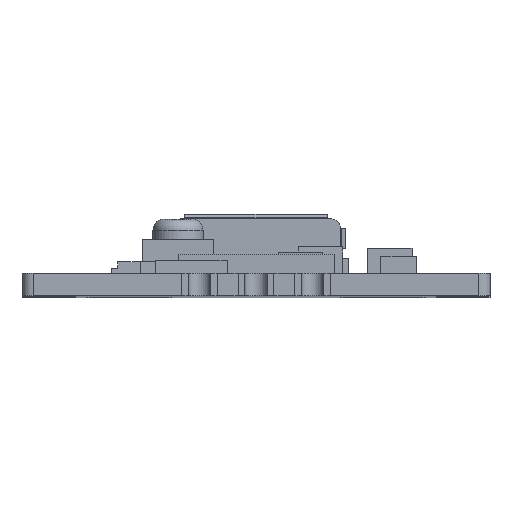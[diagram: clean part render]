
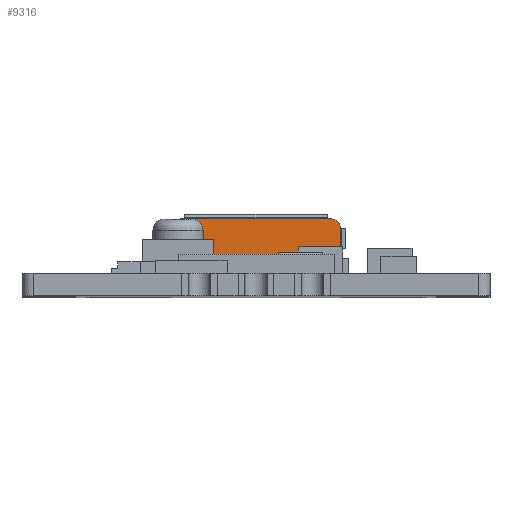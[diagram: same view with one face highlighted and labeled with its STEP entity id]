
A CAD part, top view. The second image highlights one B-rep face of the part: STEP entity #9316.
In plain terms, the highlighted face is planar.
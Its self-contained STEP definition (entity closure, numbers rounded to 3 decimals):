
#528=PLANE('',#10275);
#985=FACE_OUTER_BOUND('',#1565,.T.);
#1565=EDGE_LOOP('',(#8222,#8223,#8224,#8225,#8226,#8227,#8228,#8229,#8230,
#8231,#8232,#8233));
#2372=LINE('',#15349,#3313);
#2373=LINE('',#15353,#3314);
#2374=LINE('',#15357,#3315);
#2375=LINE('',#15361,#3316);
#2376=LINE('',#15365,#3317);
#2377=LINE('',#15368,#3318);
#3313=VECTOR('',#12456,1000.);
#3314=VECTOR('',#12459,1000.);
#3315=VECTOR('',#12462,1000.);
#3316=VECTOR('',#12465,1000.);
#3317=VECTOR('',#12468,1000.);
#3318=VECTOR('',#12471,1000.);
#3907=CIRCLE('',#10276,0.4);
#3908=CIRCLE('',#10277,0.4);
#3909=CIRCLE('',#10278,0.4);
#3910=CIRCLE('',#10279,0.4);
#3911=CIRCLE('',#10280,0.4);
#3912=CIRCLE('',#10281,0.4);
#4645=VERTEX_POINT('',#15345);
#4646=VERTEX_POINT('',#15346);
#4647=VERTEX_POINT('',#15348);
#4648=VERTEX_POINT('',#15350);
#4649=VERTEX_POINT('',#15352);
#4650=VERTEX_POINT('',#15354);
#4651=VERTEX_POINT('',#15356);
#4652=VERTEX_POINT('',#15358);
#4653=VERTEX_POINT('',#15360);
#4654=VERTEX_POINT('',#15362);
#4655=VERTEX_POINT('',#15364);
#4656=VERTEX_POINT('',#15366);
#5876=EDGE_CURVE('',#4645,#4646,#3907,.T.);
#5877=EDGE_CURVE('',#4647,#4645,#2372,.T.);
#5878=EDGE_CURVE('',#4648,#4647,#3908,.T.);
#5879=EDGE_CURVE('',#4649,#4648,#2373,.T.);
#5880=EDGE_CURVE('',#4650,#4649,#3909,.T.);
#5881=EDGE_CURVE('',#4651,#4650,#2374,.T.);
#5882=EDGE_CURVE('',#4652,#4651,#3910,.T.);
#5883=EDGE_CURVE('',#4653,#4652,#2375,.T.);
#5884=EDGE_CURVE('',#4654,#4653,#3911,.T.);
#5885=EDGE_CURVE('',#4655,#4654,#2376,.T.);
#5886=EDGE_CURVE('',#4656,#4655,#3912,.T.);
#5887=EDGE_CURVE('',#4646,#4656,#2377,.T.);
#8222=ORIENTED_EDGE('',*,*,#5876,.F.);
#8223=ORIENTED_EDGE('',*,*,#5877,.F.);
#8224=ORIENTED_EDGE('',*,*,#5878,.F.);
#8225=ORIENTED_EDGE('',*,*,#5879,.F.);
#8226=ORIENTED_EDGE('',*,*,#5880,.F.);
#8227=ORIENTED_EDGE('',*,*,#5881,.F.);
#8228=ORIENTED_EDGE('',*,*,#5882,.F.);
#8229=ORIENTED_EDGE('',*,*,#5883,.F.);
#8230=ORIENTED_EDGE('',*,*,#5884,.F.);
#8231=ORIENTED_EDGE('',*,*,#5885,.F.);
#8232=ORIENTED_EDGE('',*,*,#5886,.F.);
#8233=ORIENTED_EDGE('',*,*,#5887,.F.);
#9316=ADVANCED_FACE('',(#985),#528,.F.);
#10275=AXIS2_PLACEMENT_3D('',#15344,#12452,#12453);
#10276=AXIS2_PLACEMENT_3D('',#15347,#12454,#12455);
#10277=AXIS2_PLACEMENT_3D('',#15351,#12457,#12458);
#10278=AXIS2_PLACEMENT_3D('',#15355,#12460,#12461);
#10279=AXIS2_PLACEMENT_3D('',#15359,#12463,#12464);
#10280=AXIS2_PLACEMENT_3D('',#15363,#12466,#12467);
#10281=AXIS2_PLACEMENT_3D('',#15367,#12469,#12470);
#12452=DIRECTION('center_axis',(0.,0.,1.));
#12453=DIRECTION('ref_axis',(1.,0.,0.));
#12454=DIRECTION('center_axis',(0.,0.,1.));
#12455=DIRECTION('ref_axis',(1.,0.,0.));
#12456=DIRECTION('',(0.665,-0.747,0.));
#12457=DIRECTION('center_axis',(0.,0.,1.));
#12458=DIRECTION('ref_axis',(1.,0.,0.));
#12459=DIRECTION('',(0.,-1.,0.));
#12460=DIRECTION('center_axis',(0.,0.,1.));
#12461=DIRECTION('ref_axis',(-1.,0.,0.));
#12462=DIRECTION('',(-1.,0.,0.));
#12463=DIRECTION('center_axis',(0.,0.,1.));
#12464=DIRECTION('ref_axis',(1.,0.,0.));
#12465=DIRECTION('',(0.,1.,0.));
#12466=DIRECTION('center_axis',(0.,0.,1.));
#12467=DIRECTION('ref_axis',(-1.,0.,0.));
#12468=DIRECTION('',(0.665,0.747,0.));
#12469=DIRECTION('center_axis',(0.,0.,1.));
#12470=DIRECTION('ref_axis',(-1.,0.,0.));
#12471=DIRECTION('',(1.,0.,0.));
#15344=CARTESIAN_POINT('Origin',(-2.596,-0.86,-2.5));
#15345=CARTESIAN_POINT('',(-2.894,-1.126,-2.5));
#15346=CARTESIAN_POINT('',(-2.596,-1.26,-2.5));
#15347=CARTESIAN_POINT('Origin',(-2.596,-0.86,-2.5));
#15348=CARTESIAN_POINT('',(-3.689,-0.234,-2.5));
#15349=CARTESIAN_POINT('',(-3.689,-0.234,-2.5));
#15350=CARTESIAN_POINT('',(-3.79,0.032,-2.5));
#15351=CARTESIAN_POINT('Origin',(-3.39,0.032,-2.5));
#15352=CARTESIAN_POINT('',(-3.79,0.86,-2.5));
#15353=CARTESIAN_POINT('',(-3.79,0.86,-2.5));
#15354=CARTESIAN_POINT('',(-3.39,1.26,-2.5));
#15355=CARTESIAN_POINT('Origin',(-3.39,0.86,-2.5));
#15356=CARTESIAN_POINT('',(3.39,1.26,-2.5));
#15357=CARTESIAN_POINT('',(-3.39,1.26,-2.5));
#15358=CARTESIAN_POINT('',(3.79,0.86,-2.5));
#15359=CARTESIAN_POINT('Origin',(3.39,0.86,-2.5));
#15360=CARTESIAN_POINT('',(3.79,0.032,-2.5));
#15361=CARTESIAN_POINT('',(3.79,0.86,-2.5));
#15362=CARTESIAN_POINT('',(3.689,-0.234,-2.5));
#15363=CARTESIAN_POINT('Origin',(3.39,0.032,-2.5));
#15364=CARTESIAN_POINT('',(2.894,-1.126,-2.5));
#15365=CARTESIAN_POINT('',(3.689,-0.234,-2.5));
#15366=CARTESIAN_POINT('',(2.596,-1.26,-2.5));
#15367=CARTESIAN_POINT('Origin',(2.596,-0.86,-2.5));
#15368=CARTESIAN_POINT('',(-2.596,-1.26,-2.5));
